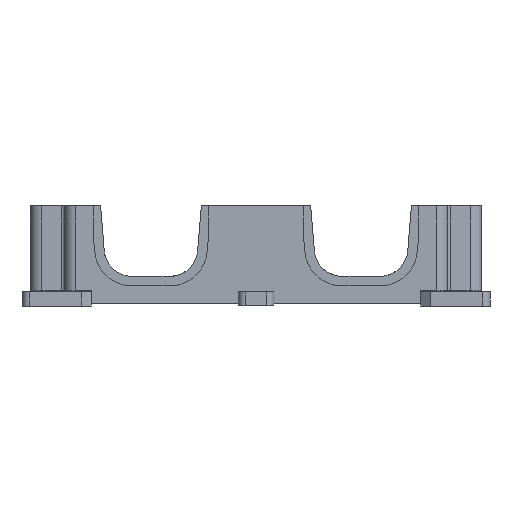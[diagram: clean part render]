
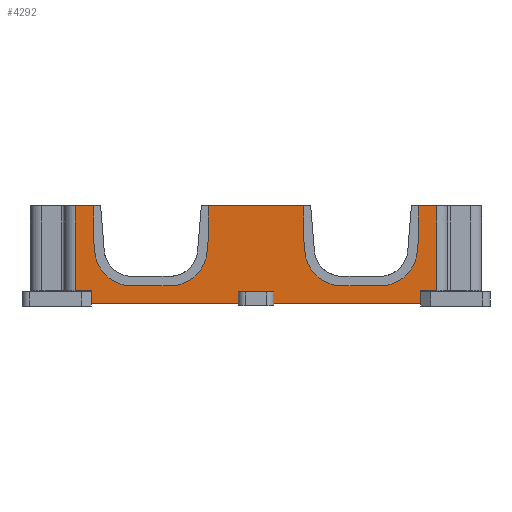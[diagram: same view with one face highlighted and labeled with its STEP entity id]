
A CAD part, left-side view. The second image highlights one B-rep face of the part: STEP entity #4292.
In plain terms, the highlighted planar face has unit normal (-1, 0, 0).
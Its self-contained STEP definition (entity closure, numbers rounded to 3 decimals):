
#4098=AXIS2_PLACEMENT_3D('Plane Axis2P3D',#4095,#4096,#4097) ;
#4118=AXIS2_PLACEMENT_3D('Circle Axis2P3D',#4116,#4117,$) ;
#4132=AXIS2_PLACEMENT_3D('Circle Axis2P3D',#4130,#4131,$) ;
#4224=AXIS2_PLACEMENT_3D('Circle Axis2P3D',#4222,#4223,$) ;
#4238=AXIS2_PLACEMENT_3D('Circle Axis2P3D',#4236,#4237,$) ;
#1769=CARTESIAN_POINT('Vertex',(3.5,28.899,1.)) ;
#1772=CARTESIAN_POINT('Line Origine',(3.5,59.7,1.)) ;
#1776=CARTESIAN_POINT('Vertex',(3.5,90.5,1.)) ;
#1797=CARTESIAN_POINT('Vertex',(3.5,105.5,1.)) ;
#1800=CARTESIAN_POINT('Line Origine',(3.5,136.3,1.)) ;
#1804=CARTESIAN_POINT('Vertex',(3.5,167.101,1.)) ;
#2033=CARTESIAN_POINT('Vertex',(3.5,30.,42.)) ;
#2036=CARTESIAN_POINT('Line Origine',(3.5,26.173,42.)) ;
#2040=CARTESIAN_POINT('Vertex',(3.5,22.346,42.)) ;
#4071=CARTESIAN_POINT('Vertex',(3.5,28.899,6.5)) ;
#4074=CARTESIAN_POINT('Line Origine',(3.5,28.899,3.75)) ;
#4095=CARTESIAN_POINT('Axis2P3D Location',(3.5,18.,1.)) ;
#4100=CARTESIAN_POINT('Line Origine',(3.5,118.,34.995)) ;
#4104=CARTESIAN_POINT('Vertex',(3.5,118.,27.991)) ;
#4106=CARTESIAN_POINT('Vertex',(3.5,118.,42.)) ;
#4109=CARTESIAN_POINT('Line Origine',(3.5,118.23,25.366)) ;
#4113=CARTESIAN_POINT('Vertex',(3.5,118.459,22.74)) ;
#4116=CARTESIAN_POINT('Axis2P3D Location',(3.5,134.,24.1)) ;
#4120=CARTESIAN_POINT('Vertex',(3.5,134.,8.5)) ;
#4123=CARTESIAN_POINT('Line Origine',(3.5,142.,8.5)) ;
#4127=CARTESIAN_POINT('Vertex',(3.5,150.,8.5)) ;
#4130=CARTESIAN_POINT('Axis2P3D Location',(3.5,150.,24.1)) ;
#4134=CARTESIAN_POINT('Vertex',(3.5,165.541,22.74)) ;
#4137=CARTESIAN_POINT('Line Origine',(3.5,165.77,25.366)) ;
#4141=CARTESIAN_POINT('Vertex',(3.5,166.,27.991)) ;
#4144=CARTESIAN_POINT('Line Origine',(3.5,166.,34.995)) ;
#4148=CARTESIAN_POINT('Vertex',(3.5,166.,42.)) ;
#4151=CARTESIAN_POINT('Line Origine',(3.5,169.827,42.)) ;
#4155=CARTESIAN_POINT('Vertex',(3.5,173.654,42.)) ;
#4158=CARTESIAN_POINT('Line Origine',(3.5,173.654,24.25)) ;
#4162=CARTESIAN_POINT('Vertex',(3.5,173.654,6.5)) ;
#4165=CARTESIAN_POINT('Line Origine',(3.5,170.378,6.5)) ;
#4169=CARTESIAN_POINT('Vertex',(3.5,167.101,6.5)) ;
#4172=CARTESIAN_POINT('Line Origine',(3.5,167.101,3.75)) ;
#4177=CARTESIAN_POINT('Line Origine',(3.5,105.5,3.5)) ;
#4181=CARTESIAN_POINT('Vertex',(3.5,105.5,6.)) ;
#4184=CARTESIAN_POINT('Line Origine',(3.5,98.,6.)) ;
#4188=CARTESIAN_POINT('Vertex',(3.5,90.5,6.)) ;
#4191=CARTESIAN_POINT('Line Origine',(3.5,90.5,3.5)) ;
#4196=CARTESIAN_POINT('Line Origine',(3.5,25.622,6.5)) ;
#4200=CARTESIAN_POINT('Vertex',(3.5,22.346,6.5)) ;
#4203=CARTESIAN_POINT('Line Origine',(3.5,22.346,24.25)) ;
#4208=CARTESIAN_POINT('Line Origine',(3.5,30.,34.995)) ;
#4212=CARTESIAN_POINT('Vertex',(3.5,30.,27.991)) ;
#4215=CARTESIAN_POINT('Line Origine',(3.5,30.23,25.366)) ;
#4219=CARTESIAN_POINT('Vertex',(3.5,30.459,22.74)) ;
#4222=CARTESIAN_POINT('Axis2P3D Location',(3.5,46.,24.1)) ;
#4226=CARTESIAN_POINT('Vertex',(3.5,46.,8.5)) ;
#4229=CARTESIAN_POINT('Line Origine',(3.5,54.,8.5)) ;
#4233=CARTESIAN_POINT('Vertex',(3.5,62.,8.5)) ;
#4236=CARTESIAN_POINT('Axis2P3D Location',(3.5,62.,24.1)) ;
#4240=CARTESIAN_POINT('Vertex',(3.5,77.541,22.74)) ;
#4243=CARTESIAN_POINT('Line Origine',(3.5,77.77,25.366)) ;
#4247=CARTESIAN_POINT('Vertex',(3.5,78.,27.991)) ;
#4250=CARTESIAN_POINT('Line Origine',(3.5,78.,34.995)) ;
#4254=CARTESIAN_POINT('Vertex',(3.5,78.,42.)) ;
#4257=CARTESIAN_POINT('Line Origine',(3.5,98.,42.)) ;
#1773=DIRECTION('Vector Direction',(0.,1.,0.)) ;
#1801=DIRECTION('Vector Direction',(0.,1.,0.)) ;
#2037=DIRECTION('Vector Direction',(0.,1.,0.)) ;
#4075=DIRECTION('Vector Direction',(0.,0.,-1.)) ;
#4096=DIRECTION('Axis2P3D Direction',(1.,0.,0.)) ;
#4097=DIRECTION('Axis2P3D XDirection',(0.,1.,0.)) ;
#4101=DIRECTION('Vector Direction',(0.,0.,1.)) ;
#4110=DIRECTION('Vector Direction',(0.,0.087,-0.996)) ;
#4117=DIRECTION('Axis2P3D Direction',(1.,0.,0.)) ;
#4124=DIRECTION('Vector Direction',(0.,-1.,0.)) ;
#4131=DIRECTION('Axis2P3D Direction',(1.,0.,0.)) ;
#4138=DIRECTION('Vector Direction',(0.,-0.087,-0.996)) ;
#4145=DIRECTION('Vector Direction',(0.,0.,1.)) ;
#4152=DIRECTION('Vector Direction',(0.,1.,0.)) ;
#4159=DIRECTION('Vector Direction',(0.,0.,1.)) ;
#4166=DIRECTION('Vector Direction',(0.,1.,0.)) ;
#4173=DIRECTION('Vector Direction',(0.,0.,-1.)) ;
#4178=DIRECTION('Vector Direction',(0.,0.,-1.)) ;
#4185=DIRECTION('Vector Direction',(0.,-1.,0.)) ;
#4192=DIRECTION('Vector Direction',(0.,0.,-1.)) ;
#4197=DIRECTION('Vector Direction',(0.,-1.,0.)) ;
#4204=DIRECTION('Vector Direction',(0.,0.,1.)) ;
#4209=DIRECTION('Vector Direction',(0.,0.,1.)) ;
#4216=DIRECTION('Vector Direction',(0.,0.087,-0.996)) ;
#4223=DIRECTION('Axis2P3D Direction',(1.,0.,0.)) ;
#4230=DIRECTION('Vector Direction',(0.,-1.,0.)) ;
#4237=DIRECTION('Axis2P3D Direction',(1.,0.,0.)) ;
#4244=DIRECTION('Vector Direction',(0.,-0.087,-0.996)) ;
#4251=DIRECTION('Vector Direction',(0.,0.,1.)) ;
#4258=DIRECTION('Vector Direction',(0.,1.,0.)) ;
#1774=VECTOR('Line Direction',#1773,1.) ;
#1802=VECTOR('Line Direction',#1801,1.) ;
#2038=VECTOR('Line Direction',#2037,1.) ;
#4076=VECTOR('Line Direction',#4075,1.) ;
#4102=VECTOR('Line Direction',#4101,1.) ;
#4111=VECTOR('Line Direction',#4110,1.) ;
#4125=VECTOR('Line Direction',#4124,1.) ;
#4139=VECTOR('Line Direction',#4138,1.) ;
#4146=VECTOR('Line Direction',#4145,1.) ;
#4153=VECTOR('Line Direction',#4152,1.) ;
#4160=VECTOR('Line Direction',#4159,1.) ;
#4167=VECTOR('Line Direction',#4166,1.) ;
#4174=VECTOR('Line Direction',#4173,1.) ;
#4179=VECTOR('Line Direction',#4178,1.) ;
#4186=VECTOR('Line Direction',#4185,1.) ;
#4193=VECTOR('Line Direction',#4192,1.) ;
#4198=VECTOR('Line Direction',#4197,1.) ;
#4205=VECTOR('Line Direction',#4204,1.) ;
#4210=VECTOR('Line Direction',#4209,1.) ;
#4217=VECTOR('Line Direction',#4216,1.) ;
#4231=VECTOR('Line Direction',#4230,1.) ;
#4245=VECTOR('Line Direction',#4244,1.) ;
#4252=VECTOR('Line Direction',#4251,1.) ;
#4259=VECTOR('Line Direction',#4258,1.) ;
#4263=ORIENTED_EDGE('',*,*,#4108,.F.) ;
#4264=ORIENTED_EDGE('',*,*,#4115,.T.) ;
#4265=ORIENTED_EDGE('',*,*,#4122,.T.) ;
#4266=ORIENTED_EDGE('',*,*,#4129,.F.) ;
#4267=ORIENTED_EDGE('',*,*,#4136,.T.) ;
#4268=ORIENTED_EDGE('',*,*,#4143,.F.) ;
#4269=ORIENTED_EDGE('',*,*,#4150,.T.) ;
#4270=ORIENTED_EDGE('',*,*,#4157,.F.) ;
#4271=ORIENTED_EDGE('',*,*,#4164,.T.) ;
#4272=ORIENTED_EDGE('',*,*,#4171,.T.) ;
#4273=ORIENTED_EDGE('',*,*,#4176,.T.) ;
#4274=ORIENTED_EDGE('',*,*,#1806,.T.) ;
#4275=ORIENTED_EDGE('',*,*,#4183,.F.) ;
#4276=ORIENTED_EDGE('',*,*,#4190,.T.) ;
#4277=ORIENTED_EDGE('',*,*,#4195,.T.) ;
#4278=ORIENTED_EDGE('',*,*,#1778,.T.) ;
#4279=ORIENTED_EDGE('',*,*,#4078,.T.) ;
#4280=ORIENTED_EDGE('',*,*,#4202,.T.) ;
#4281=ORIENTED_EDGE('',*,*,#4207,.T.) ;
#4282=ORIENTED_EDGE('',*,*,#2042,.F.) ;
#4283=ORIENTED_EDGE('',*,*,#4214,.F.) ;
#4284=ORIENTED_EDGE('',*,*,#4221,.T.) ;
#4285=ORIENTED_EDGE('',*,*,#4228,.T.) ;
#4286=ORIENTED_EDGE('',*,*,#4235,.F.) ;
#4287=ORIENTED_EDGE('',*,*,#4242,.T.) ;
#4288=ORIENTED_EDGE('',*,*,#4249,.F.) ;
#4289=ORIENTED_EDGE('',*,*,#4256,.T.) ;
#4290=ORIENTED_EDGE('',*,*,#4261,.F.) ;
#4292=ADVANCED_FACE('Grundk\X2\00F6\X0\rper',(#4291),#4099,.F.) ;
#4119=CIRCLE('generated circle',#4118,15.6) ;
#4133=CIRCLE('generated circle',#4132,15.6) ;
#4225=CIRCLE('generated circle',#4224,15.6) ;
#4239=CIRCLE('generated circle',#4238,15.6) ;
#1778=EDGE_CURVE('',#1777,#1770,#1775,.F.) ;
#1806=EDGE_CURVE('',#1805,#1798,#1803,.F.) ;
#2042=EDGE_CURVE('',#2034,#2041,#2039,.F.) ;
#4078=EDGE_CURVE('',#1770,#4072,#4077,.F.) ;
#4108=EDGE_CURVE('',#4105,#4107,#4103,.T.) ;
#4115=EDGE_CURVE('',#4105,#4114,#4112,.T.) ;
#4122=EDGE_CURVE('',#4114,#4121,#4119,.T.) ;
#4129=EDGE_CURVE('',#4128,#4121,#4126,.T.) ;
#4136=EDGE_CURVE('',#4128,#4135,#4133,.T.) ;
#4143=EDGE_CURVE('',#4142,#4135,#4140,.T.) ;
#4150=EDGE_CURVE('',#4142,#4149,#4147,.T.) ;
#4157=EDGE_CURVE('',#4156,#4149,#4154,.F.) ;
#4164=EDGE_CURVE('',#4156,#4163,#4161,.F.) ;
#4171=EDGE_CURVE('',#4163,#4170,#4168,.F.) ;
#4176=EDGE_CURVE('',#4170,#1805,#4175,.T.) ;
#4183=EDGE_CURVE('',#4182,#1798,#4180,.T.) ;
#4190=EDGE_CURVE('',#4182,#4189,#4187,.T.) ;
#4195=EDGE_CURVE('',#4189,#1777,#4194,.T.) ;
#4202=EDGE_CURVE('',#4072,#4201,#4199,.T.) ;
#4207=EDGE_CURVE('',#4201,#2041,#4206,.T.) ;
#4214=EDGE_CURVE('',#4213,#2034,#4211,.T.) ;
#4221=EDGE_CURVE('',#4213,#4220,#4218,.T.) ;
#4228=EDGE_CURVE('',#4220,#4227,#4225,.T.) ;
#4235=EDGE_CURVE('',#4234,#4227,#4232,.T.) ;
#4242=EDGE_CURVE('',#4234,#4241,#4239,.T.) ;
#4249=EDGE_CURVE('',#4248,#4241,#4246,.T.) ;
#4256=EDGE_CURVE('',#4248,#4255,#4253,.T.) ;
#4261=EDGE_CURVE('',#4107,#4255,#4260,.F.) ;
#4262=EDGE_LOOP('',(#4263,#4264,#4265,#4266,#4267,#4268,#4269,#4270,#4271,#4272,#4273,#4274,#4275,#4276,#4277,#4278,#4279,#4280,#4281,#4282,#4283,#4284,#4285,#4286,#4287,#4288,#4289,#4290)) ;
#4291=FACE_OUTER_BOUND('',#4262,.T.) ;
#1775=LINE('Line',#1772,#1774) ;
#1803=LINE('Line',#1800,#1802) ;
#2039=LINE('Line',#2036,#2038) ;
#4077=LINE('Line',#4074,#4076) ;
#4103=LINE('Line',#4100,#4102) ;
#4112=LINE('Line',#4109,#4111) ;
#4126=LINE('Line',#4123,#4125) ;
#4140=LINE('Line',#4137,#4139) ;
#4147=LINE('Line',#4144,#4146) ;
#4154=LINE('Line',#4151,#4153) ;
#4161=LINE('Line',#4158,#4160) ;
#4168=LINE('Line',#4165,#4167) ;
#4175=LINE('Line',#4172,#4174) ;
#4180=LINE('Line',#4177,#4179) ;
#4187=LINE('Line',#4184,#4186) ;
#4194=LINE('Line',#4191,#4193) ;
#4199=LINE('Line',#4196,#4198) ;
#4206=LINE('Line',#4203,#4205) ;
#4211=LINE('Line',#4208,#4210) ;
#4218=LINE('Line',#4215,#4217) ;
#4232=LINE('Line',#4229,#4231) ;
#4246=LINE('Line',#4243,#4245) ;
#4253=LINE('Line',#4250,#4252) ;
#4260=LINE('Line',#4257,#4259) ;
#4099=PLANE('',#4098) ;
#1770=VERTEX_POINT('',#1769) ;
#1777=VERTEX_POINT('',#1776) ;
#1798=VERTEX_POINT('',#1797) ;
#1805=VERTEX_POINT('',#1804) ;
#2034=VERTEX_POINT('',#2033) ;
#2041=VERTEX_POINT('',#2040) ;
#4072=VERTEX_POINT('',#4071) ;
#4105=VERTEX_POINT('',#4104) ;
#4107=VERTEX_POINT('',#4106) ;
#4114=VERTEX_POINT('',#4113) ;
#4121=VERTEX_POINT('',#4120) ;
#4128=VERTEX_POINT('',#4127) ;
#4135=VERTEX_POINT('',#4134) ;
#4142=VERTEX_POINT('',#4141) ;
#4149=VERTEX_POINT('',#4148) ;
#4156=VERTEX_POINT('',#4155) ;
#4163=VERTEX_POINT('',#4162) ;
#4170=VERTEX_POINT('',#4169) ;
#4182=VERTEX_POINT('',#4181) ;
#4189=VERTEX_POINT('',#4188) ;
#4201=VERTEX_POINT('',#4200) ;
#4213=VERTEX_POINT('',#4212) ;
#4220=VERTEX_POINT('',#4219) ;
#4227=VERTEX_POINT('',#4226) ;
#4234=VERTEX_POINT('',#4233) ;
#4241=VERTEX_POINT('',#4240) ;
#4248=VERTEX_POINT('',#4247) ;
#4255=VERTEX_POINT('',#4254) ;
